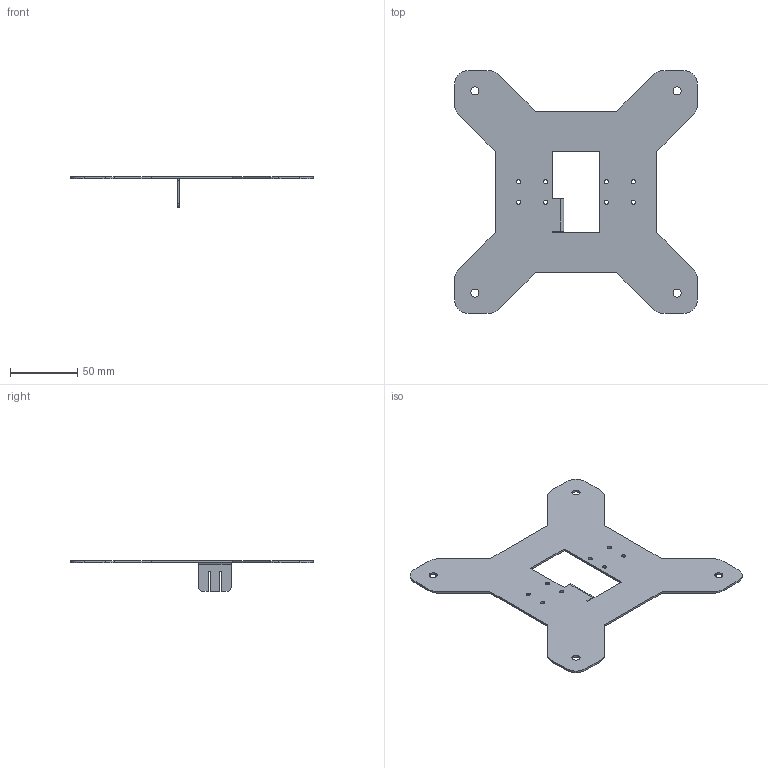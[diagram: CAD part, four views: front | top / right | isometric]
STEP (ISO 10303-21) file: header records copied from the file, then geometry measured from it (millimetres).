
FILE_DESCRIPTION(('FreeCAD Model'),'2;1');
FILE_NAME('Open CASCADE Shape Model','2023-05-13T17:09:17',('Author'),( ''),'Open CASCADE STEP processor 7.6','FreeCAD','Unknown');
FILE_SCHEMA(('AUTOMOTIVE_DESIGN { 1 0 10303 214 1 1 1 1 }'));
Length unit declared in the file: millimetre
Products named in the file (1): Fold
Bounding box: 180 x 180 x 22.75 mm (x, y, z)
Volume: 29703.1 mm3; surface area: 41486.7 mm2
Topology: 1 solids, 1 shells, 72 faces, 202 edges, 132 vertices
Faces by surface type: plane 42, cylinder 28, bspline 2
Full cylindrical faces by diameter (mm): 3 x8, 6 x4
Entity records: 5020 total; most frequent: CARTESIAN_POINT 997, DIRECTION 722, LINE 430, VECTOR 430, ORIENTED_EDGE 404, PCURVE 404, DEFINITIONAL_REPRESENTATION 404, EDGE_CURVE 202
